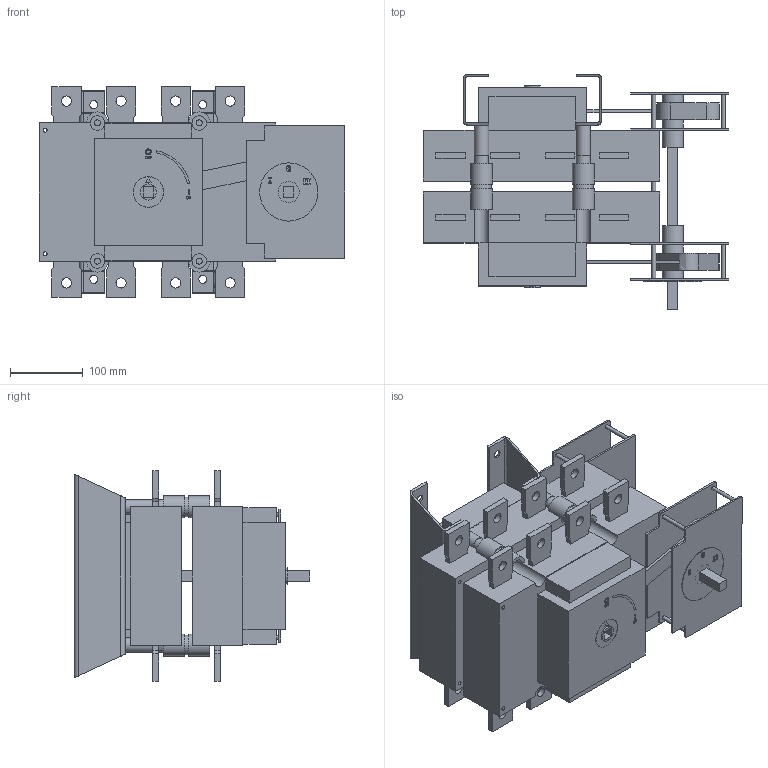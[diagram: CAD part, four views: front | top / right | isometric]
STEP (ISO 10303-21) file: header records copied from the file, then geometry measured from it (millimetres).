
FILE_DESCRIPTION((''),'2;1');
FILE_NAME('Conmut S5000F 800-1000-1250 4P (2011-08).stp','2011-08-12T12:17:07',('david'),(''),'Autodesk Inventor 2010','Autodesk Inventor 2010','');
FILE_SCHEMA(('CONFIG_CONTROL_DESIGN'));
Length unit declared in the file: millimetre
Products named in the file (1): Conmut S5000F 800-1000-1250 4P (2011-08)
Bounding box: 420 x 324 x 290 mm (x, y, z)
Volume: 12751349.1 mm3; surface area: 955921.2 mm2
Topology: 1 solids, 2 shells, 667 faces, 1776 edges, 1174 vertices
Faces by surface type: plane 437, bspline 138, cylinder 92
Full cylindrical faces by diameter (mm): 5 x2, 5.5 x6, 8 x2, 8.4 x6, 11 x2, 14 x16, 19 x4, 20 x12, 22 x2, 27 x4, 29 x4, 30 x8, 41.8 x2, 42 x2, 80 x1
Entity records: 21858 total; most frequent: CARTESIAN_POINT 5166, ORIENTED_EDGE 3360, DIRECTION 2868, EDGE_CURVE 1680, VECTOR 1280, LINE 1280, VERTEX_POINT 1164, EDGE_LOOP 920
